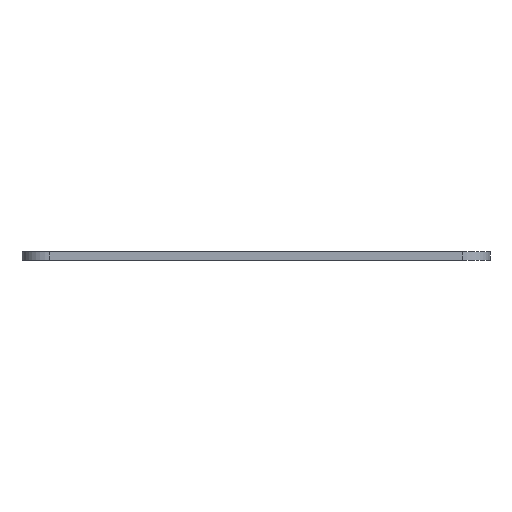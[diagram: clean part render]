
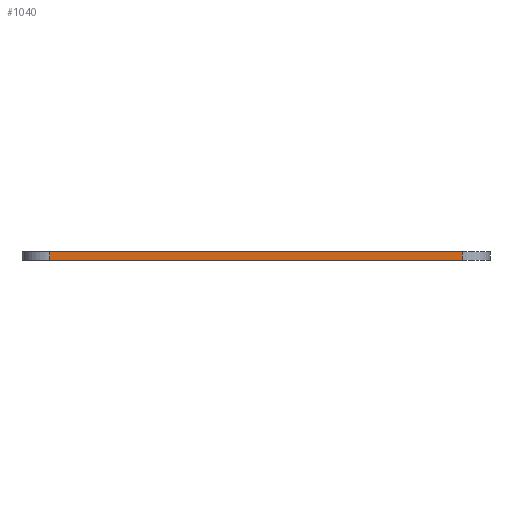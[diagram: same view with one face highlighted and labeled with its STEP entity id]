
A CAD part, left-side view. The second image highlights one B-rep face of the part: STEP entity #1040.
In plain terms, the highlighted planar face has unit normal (-1, 0, 0).
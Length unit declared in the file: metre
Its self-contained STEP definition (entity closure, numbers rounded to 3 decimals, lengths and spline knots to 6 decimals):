
#108=ORIENTED_EDGE('',*,*,#408,.T.);
#109=ORIENTED_EDGE('',*,*,#409,.T.);
#110=ORIENTED_EDGE('',*,*,#410,.F.);
#111=ORIENTED_EDGE('',*,*,#411,.T.);
#408=EDGE_CURVE('',#556,#557,#664,.T.);
#409=EDGE_CURVE('',#557,#558,#665,.F.);
#410=EDGE_CURVE('',#559,#558,#666,.T.);
#411=EDGE_CURVE('',#559,#556,#667,.T.);
#556=VERTEX_POINT('',#1558);
#557=VERTEX_POINT('',#1559);
#558=VERTEX_POINT('',#1561);
#559=VERTEX_POINT('',#1563);
#664=LINE('',#1557,#768);
#665=LINE('',#1560,#769);
#666=LINE('',#1562,#770);
#667=LINE('',#1564,#771);
#768=VECTOR('',#1239,1.);
#769=VECTOR('',#1240,1.);
#770=VECTOR('',#1241,1.);
#771=VECTOR('',#1242,1.);
#858=EDGE_LOOP('',(#108,#109,#110,#111));
#934=FACE_BOUND('',#858,.T.);
#1010=PLANE('',#1107);
#1040=ADVANCED_FACE('',(#934),#1010,.F.);
#1107=AXIS2_PLACEMENT_3D('',#1556,#1237,#1238);
#1237=DIRECTION('',(1.,0.,0.));
#1238=DIRECTION('',(0.,0.,-1.));
#1239=DIRECTION('',(0.,-1.,0.));
#1240=DIRECTION('',(0.,0.,-1.));
#1241=DIRECTION('',(0.,-1.,0.));
#1242=DIRECTION('',(0.,0.,-1.));
#1556=CARTESIAN_POINT('',(-0.04015,0.0005,0.0015));
#1557=CARTESIAN_POINT('',(-0.04015,0.0005,0.));
#1558=CARTESIAN_POINT('',(-0.04015,0.037,0.));
#1559=CARTESIAN_POINT('',(-0.04015,-0.037,0.));
#1560=CARTESIAN_POINT('',(-0.04015,-0.037,0.0015));
#1561=CARTESIAN_POINT('',(-0.04015,-0.037,0.0015));
#1562=CARTESIAN_POINT('',(-0.04015,0.0005,0.0015));
#1563=CARTESIAN_POINT('',(-0.04015,0.037,0.0015));
#1564=CARTESIAN_POINT('',(-0.04015,0.037,0.0015));
